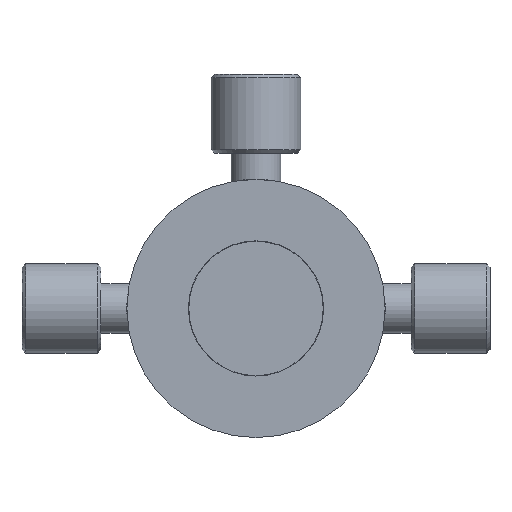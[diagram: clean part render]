
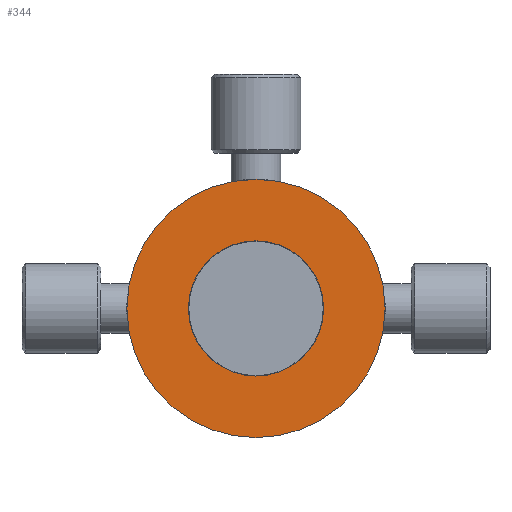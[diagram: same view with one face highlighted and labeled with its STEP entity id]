
A CAD part, left-side view. The second image highlights one B-rep face of the part: STEP entity #344.
In plain terms, the highlighted planar face has unit normal (-1, 0, 0).
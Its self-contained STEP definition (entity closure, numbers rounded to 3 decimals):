
#163=CARTESIAN_POINT('',(0.0,9.144,0.0));
#164=VERTEX_POINT('',#163);
#165=CARTESIAN_POINT('',(0.,0.,0.0));
#166=DIRECTION('',(1.0,0.0,0.0));
#167=DIRECTION('',(0.0,1.0,0.0));
#168=AXIS2_PLACEMENT_3D('',#165,#166,#167);
#169=CIRCLE('',#168,9.144);
#170=EDGE_CURVE('',#164,#164,#169,.T.);
#325=CARTESIAN_POINT('',(0.0,4.572,0.0));
#326=DIRECTION('',(-1.0,0.0,0.0));
#327=DIRECTION('',(0.0,0.0,1.0));
#328=AXIS2_PLACEMENT_3D('',#325,#326,#327);
#329=PLANE('',#328);
#330=ORIENTED_EDGE('',*,*,#170,.F.);
#331=EDGE_LOOP('',(#330));
#332=FACE_OUTER_BOUND('',#331,.T.);
#333=CARTESIAN_POINT('',(0.,-4.788,0.0));
#334=VERTEX_POINT('',#333);
#335=CARTESIAN_POINT('',(0.,0.,0.0));
#336=DIRECTION('',(1.0,0.0,0.0));
#337=DIRECTION('',(0.0,-1.0,0.0));
#338=AXIS2_PLACEMENT_3D('',#335,#336,#337);
#339=CIRCLE('',#338,4.788);
#340=EDGE_CURVE('',#334,#334,#339,.T.);
#341=ORIENTED_EDGE('',*,*,#340,.T.);
#342=EDGE_LOOP('',(#341));
#343=FACE_BOUND('',#342,.T.);
#344=ADVANCED_FACE('',(#332,#343),#329,.T.);
